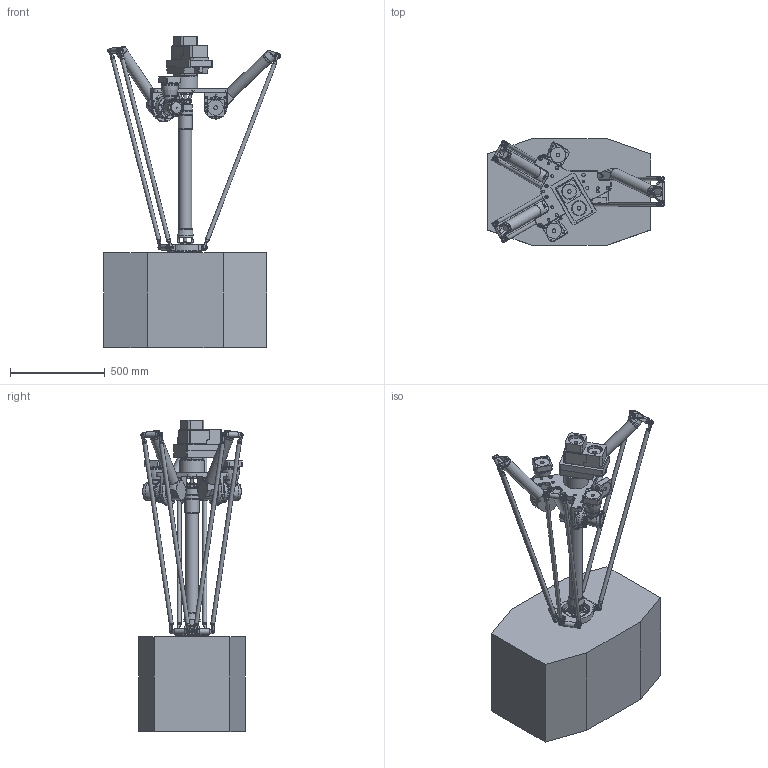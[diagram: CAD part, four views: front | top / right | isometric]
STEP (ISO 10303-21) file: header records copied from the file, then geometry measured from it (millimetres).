
FILE_DESCRIPTION(/* description */ ('Norm.iam Teamplte'),/* implementation_level */ '2;1');
FILE_NAME(/* name */ '3D-model_A_00883.stp',/* time_stamp */ '2021-12-14T14:51:21+01:00',/* author */ ('michael.schutter'),/* organization */ (''),/* preprocessor_version */ 'ST-DEVELOPER v16.5',/* originating_system */ 'Autodesk Inventor 2017',/* authorisation */ '');
FILE_SCHEMA (('AUTOMOTIVE_DESIGN { 1 0 10303 214 3 1 1 }'));
Products named in the file (20): A_00883_DUMMY DELTA Robotermechanik RLT5-1074-3kg; MT_BGR00104836 Dummy Roboterbasis; MT_WST00110675 Dummy Kopfplatte; MT_WST00065019MT_WST; MT_WST00107341 Dummy Getriebe; MT_WST00046397MT_WST; MT_WST00110676 Dummy Oberarm; MT_WST00110681 Dummy Oberarm; MT_WST00110682 Dummy Oberarm; MT_WST00058086MT_WST; MT_WST00031699MT_WST; MT_WST00107294; MT_WST00110683 Werkzeugträger; MT_WST00065017MT_WST; MT_WST00065018MT_WST; MT_WST00110684; MT_WST00106842; MT_WST00110685; MT_WST00110686; MT_WST00108192 Arbeitsbereich
Assembly tree (30 placements, depth 3):
  A_00883_DUMMY DELTA Robotermechanik RLT5-1074-3kg
    MT_BGR00104836 Dummy Roboterbasis
      MT_WST00110675 Dummy Kopfplatte
      MT_WST00065019MT_WST
      MT_WST00107341 Dummy Getriebe  x2
      MT_WST00046397MT_WST
    MT_WST00110676 Dummy Oberarm
    MT_WST00110681 Dummy Oberarm
    MT_WST00110682 Dummy Oberarm
    MT_WST00031699MT_WST  x4
    MT_WST00107294  x2
    MT_WST00058086MT_WST  x6
    MT_WST00110683 Werkzeugträger
    MT_WST00106842  x2
    MT_WST00065017MT_WST
    MT_WST00065018MT_WST
    MT_WST00110684
    MT_WST00110685
    MT_WST00110686
    MT_WST00108192 Arbeitsbereich
Bounding box: 930.97 x 560 x 1638 mm (x, y, z)
Volume: 245255615.5 mm3; surface area: 4433224.2 mm2
Topology: 29 solids, 31 shells, 3520 faces, 8498 edges, 5349 vertices
Faces by surface type: plane 1849, cylinder 1014, cone 353, bspline 150, torus 138, sphere 16
Full cylindrical faces by diameter (mm): 4 x2, 4.917 x24, 5 x2, 5.188 x24, 6 x3, 7 x32, 8 x37, 8.5 x46, 10 x15, 11 x1, 12 x22, 13.835 x6, 15 x4, 16 x16, 17.5 x9, 18 x32, 19 x5, 20 x30, 27 x2, 28 x1, 31.5 x1, 35 x3, 40 x4, 45 x1, 50 x1, 55 x2, 60 x5, 63 x2, 67 x1, 68.87 x1
Entity records: 87192 total; most frequent: CARTESIAN_POINT 27736, DIRECTION 12077, ORIENTED_EDGE 11296, EDGE_CURVE 5648, AXIS2_PLACEMENT_3D 4421, VERTEX_POINT 3761, LINE 3235, VECTOR 3235
